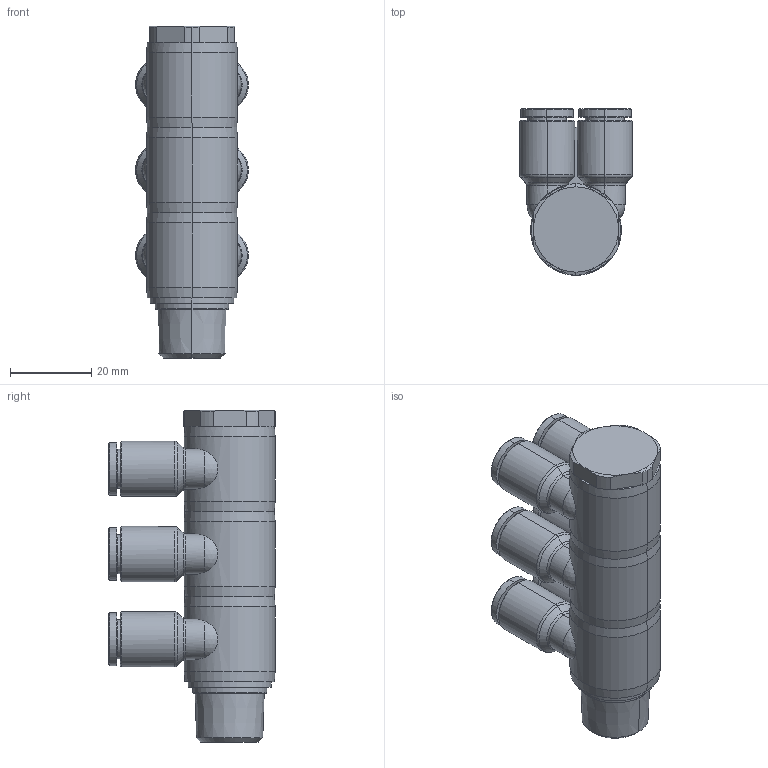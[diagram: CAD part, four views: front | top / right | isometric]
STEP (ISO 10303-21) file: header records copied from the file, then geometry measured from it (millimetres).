
FILE_DESCRIPTION((''),'2;1');
FILE_NAME('GPA_0803(3)(3D).stp','2012-12-17T14:39:40',(''),(''),'Mechanical Desktop.R8.0.24.0','Mechanical Desktop.R8.0.24.0',', , ');
FILE_SCHEMA(('CONFIG_CONTROL_DESIGN'));
Length unit declared in the file: millimetre
Products named in the file (2): GPA_0803(3)(3D); 睡ヶ1
Assembly tree (1 placements, depth 2):
  GPA_0803(3)(3D)
    睡ヶ1
Bounding box: 27.8 x 41.05 x 81.8 mm (x, y, z)
Volume: 33410 mm3; surface area: 17941.9 mm2
Topology: 1 solids, 1 shells, 2488 faces, 6979 edges, 4609 vertices
Faces by surface type: plane 2054, bspline 174, cylinder 140, cone 96, torus 18, sphere 6
Entity records: 82136 total; most frequent: CARTESIAN_POINT 18036, ORIENTED_EDGE 13954, DIRECTION 12281, EDGE_CURVE 6977, VECTOR 6125, LINE 6125, VERTEX_POINT 4609, AXIS2_PLACEMENT_3D 3078
